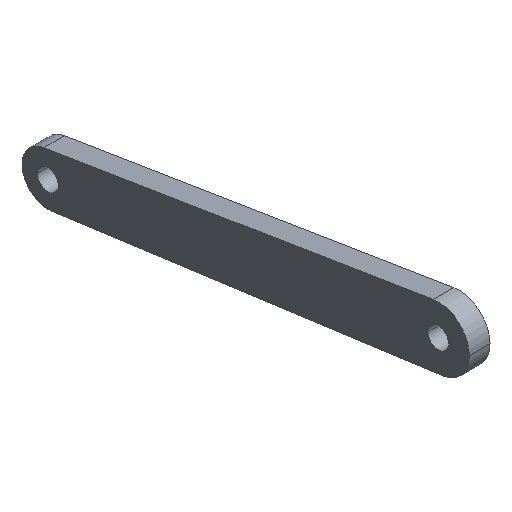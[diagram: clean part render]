
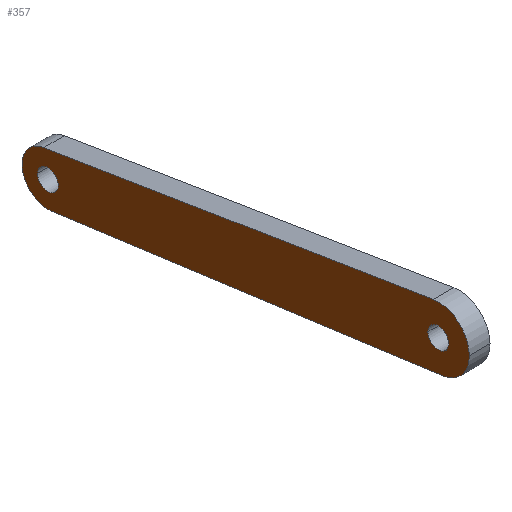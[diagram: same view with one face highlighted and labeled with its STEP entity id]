
A CAD part, isometric view. The second image highlights one B-rep face of the part: STEP entity #357.
In plain terms, the highlighted planar face has unit normal (-1, 0, 0).
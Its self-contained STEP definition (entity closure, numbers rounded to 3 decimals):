
#5 = VERTEX_POINT ( 'NONE', #21 ) ;
#11 = CIRCLE ( 'NONE', #145, 1. ) ;
#12 = CARTESIAN_POINT ( 'NONE',  ( 117.75, 13.771, 18.368 ) ) ;
#17 = EDGE_CURVE ( 'NONE', #269, #84, #415, .T. ) ;
#18 = CARTESIAN_POINT ( 'NONE',  ( 117.75, 14.771, 18.368 ) ) ;
#21 = CARTESIAN_POINT ( 'NONE',  ( 117.75, 51.5, 12.75 ) ) ;
#22 = FACE_BOUND ( 'NONE', #49, .T. ) ;
#25 = AXIS2_PLACEMENT_3D ( 'NONE', #46, #85, #115 ) ;
#28 = PLANE ( 'NONE',  #35 ) ;
#35 = AXIS2_PLACEMENT_3D ( 'NONE', #324, #388, #60 ) ;
#41 = VECTOR ( 'NONE', #381, 1000. ) ;
#46 = CARTESIAN_POINT ( 'NONE',  ( 117.75, 14.771, 18.368 ) ) ;
#49 = EDGE_LOOP ( 'NONE', ( #366, #87 ) ) ;
#52 = VERTEX_POINT ( 'NONE', #398 ) ;
#57 = EDGE_CURVE ( 'NONE', #76, #116, #389, .T. ) ;
#60 = DIRECTION ( 'NONE',  ( 0., -1., 0. ) ) ;
#69 = CARTESIAN_POINT ( 'NONE',  ( 117.75, 14.771, 18.368 ) ) ;
#73 = AXIS2_PLACEMENT_3D ( 'NONE', #69, #165, #197 ) ;
#76 = VERTEX_POINT ( 'NONE', #305 ) ;
#78 = ORIENTED_EDGE ( 'NONE', *, *, #391, .F. ) ;
#84 = VERTEX_POINT ( 'NONE', #336 ) ;
#85 = DIRECTION ( 'NONE',  ( 1., 0., 0. ) ) ;
#87 = ORIENTED_EDGE ( 'NONE', *, *, #354, .T. ) ;
#93 = AXIS2_PLACEMENT_3D ( 'NONE', #343, #367, #370 ) ;
#99 = DIRECTION ( 'NONE',  ( 1., 0., 0. ) ) ;
#101 = CARTESIAN_POINT ( 'NONE',  ( 117.75, 52.901, 15.218 ) ) ;
#103 = EDGE_CURVE ( 'NONE', #246, #110, #175, .T. ) ;
#110 = VERTEX_POINT ( 'NONE', #122 ) ;
#112 = ORIENTED_EDGE ( 'NONE', *, *, #17, .F. ) ;
#115 = DIRECTION ( 'NONE',  ( 0., 1., 0. ) ) ;
#116 = VERTEX_POINT ( 'NONE', #12 ) ;
#122 = CARTESIAN_POINT ( 'NONE',  ( 117.75, 52.164, 10.273 ) ) ;
#124 = EDGE_CURVE ( 'NONE', #110, #269, #177, .T. ) ;
#130 = CIRCLE ( 'NONE', #200, 3. ) ;
#137 = ORIENTED_EDGE ( 'NONE', *, *, #166, .T. ) ;
#143 = CARTESIAN_POINT ( 'NONE',  ( 117.75, 52.164, 10.273 ) ) ;
#144 = VERTEX_POINT ( 'NONE', #247 ) ;
#145 = AXIS2_PLACEMENT_3D ( 'NONE', #287, #348, #390 ) ;
#162 = DIRECTION ( 'NONE',  ( 0., -1., 0. ) ) ;
#165 = DIRECTION ( 'NONE',  ( 1., 0., 0. ) ) ;
#166 = EDGE_CURVE ( 'NONE', #116, #76, #325, .T. ) ;
#174 = AXIS2_PLACEMENT_3D ( 'NONE', #279, #409, #216 ) ;
#175 = LINE ( 'NONE', #143, #278 ) ;
#177 = CIRCLE ( 'NONE', #93, 2.5 ) ;
#180 = ORIENTED_EDGE ( 'NONE', *, *, #124, .F. ) ;
#184 = EDGE_LOOP ( 'NONE', ( #180, #332, #78, #193, #112 ) ) ;
#187 = EDGE_CURVE ( 'NONE', #84, #52, #130, .T. ) ;
#193 = ORIENTED_EDGE ( 'NONE', *, *, #187, .F. ) ;
#197 = DIRECTION ( 'NONE',  ( 0., -1., 0. ) ) ;
#200 = AXIS2_PLACEMENT_3D ( 'NONE', #18, #411, #352 ) ;
#211 = ORIENTED_EDGE ( 'NONE', *, *, #57, .T. ) ;
#213 = DIRECTION ( 'NONE',  ( 0., 0.991, -0.134 ) ) ;
#216 = DIRECTION ( 'NONE',  ( 0., 1., 0. ) ) ;
#220 = EDGE_LOOP ( 'NONE', ( #211, #137 ) ) ;
#229 = CARTESIAN_POINT ( 'NONE',  ( 117.75, 52.5, 12.75 ) ) ;
#246 = VERTEX_POINT ( 'NONE', #380 ) ;
#247 = CARTESIAN_POINT ( 'NONE',  ( 117.75, 53.5, 12.75 ) ) ;
#255 = CARTESIAN_POINT ( 'NONE',  ( 117.75, 15.252, 21.329 ) ) ;
#258 = AXIS2_PLACEMENT_3D ( 'NONE', #229, #99, #162 ) ;
#265 = FACE_BOUND ( 'NONE', #220, .T. ) ;
#269 = VERTEX_POINT ( 'NONE', #101 ) ;
#278 = VECTOR ( 'NONE', #213, 1000. ) ;
#279 = CARTESIAN_POINT ( 'NONE',  ( 117.75, 14.771, 18.368 ) ) ;
#287 = CARTESIAN_POINT ( 'NONE',  ( 117.75, 52.5, 12.75 ) ) ;
#289 = CIRCLE ( 'NONE', #258, 1. ) ;
#292 = EDGE_CURVE ( 'NONE', #5, #144, #289, .T. ) ;
#305 = CARTESIAN_POINT ( 'NONE',  ( 117.75, 15.771, 18.368 ) ) ;
#321 = FACE_OUTER_BOUND ( 'NONE', #184, .T. ) ;
#324 = CARTESIAN_POINT ( 'NONE',  ( 117.75, 33.386, 15.809 ) ) ;
#325 = CIRCLE ( 'NONE', #174, 1. ) ;
#332 = ORIENTED_EDGE ( 'NONE', *, *, #103, .F. ) ;
#336 = CARTESIAN_POINT ( 'NONE',  ( 117.75, 15.252, 21.329 ) ) ;
#343 = CARTESIAN_POINT ( 'NONE',  ( 117.75, 52.5, 12.75 ) ) ;
#348 = DIRECTION ( 'NONE',  ( 1., 0., 0. ) ) ;
#352 = DIRECTION ( 'NONE',  ( 0., -1., 0. ) ) ;
#354 = EDGE_CURVE ( 'NONE', #144, #5, #11, .T. ) ;
#357 = ADVANCED_FACE ( 'NONE', ( #22, #265, #321 ), #28, .T. ) ;
#366 = ORIENTED_EDGE ( 'NONE', *, *, #292, .T. ) ;
#367 = DIRECTION ( 'NONE',  ( 1., 0., 0. ) ) ;
#370 = DIRECTION ( 'NONE',  ( 0., -1., 0. ) ) ;
#380 = CARTESIAN_POINT ( 'NONE',  ( 117.75, 14.369, 15.395 ) ) ;
#381 = DIRECTION ( 'NONE',  ( 0., -0.987, 0.16 ) ) ;
#388 = DIRECTION ( 'NONE',  ( -1., 0., 0. ) ) ;
#389 = CIRCLE ( 'NONE', #25, 1. ) ;
#390 = DIRECTION ( 'NONE',  ( 0., -1., 0. ) ) ;
#391 = EDGE_CURVE ( 'NONE', #52, #246, #400, .T. ) ;
#398 = CARTESIAN_POINT ( 'NONE',  ( 117.75, 11.771, 18.368 ) ) ;
#400 = CIRCLE ( 'NONE', #73, 3. ) ;
#409 = DIRECTION ( 'NONE',  ( 1., 0., 0. ) ) ;
#411 = DIRECTION ( 'NONE',  ( 1., 0., 0. ) ) ;
#415 = LINE ( 'NONE', #255, #41 ) ;
